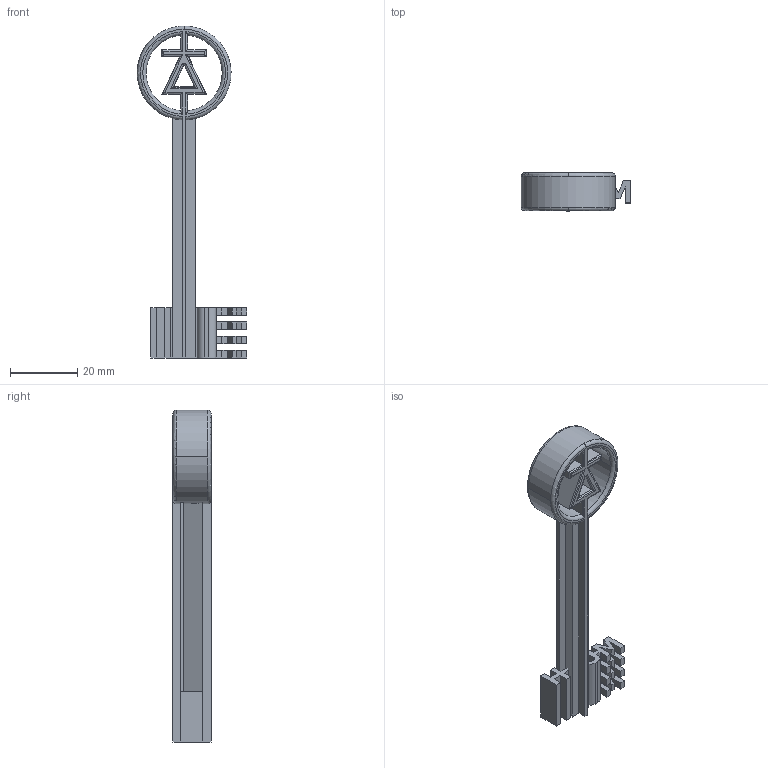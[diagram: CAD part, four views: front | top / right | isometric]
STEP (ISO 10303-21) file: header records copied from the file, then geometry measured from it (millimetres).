
FILE_DESCRIPTION(('STEP AP214'),'1');
FILE_NAME('ClefBenardeHAUM.stp','2016-09-29T17:57:24',(' '),(' '),'Spatial InterOp 3D',' ',' ');
FILE_SCHEMA(('automotive_design'));
Length unit declared in the file: metre
Products named in the file (1): 1
Bounding box: 32.7 x 11.33 x 99 mm (x, y, z)
Volume: 6919 mm3; surface area: 9047.7 mm2
Topology: 1 solids, 1 shells, 227 faces, 604 edges, 382 vertices
Faces by surface type: plane 136, cylinder 83, torus 8
Entity records: 8933 total; most frequent: CARTESIAN_POINT 1420, ORIENTED_EDGE 1208, DIRECTION 1140, EDGE_CURVE 604, LINE 468, VECTOR 468, VERTEX_POINT 382, AXIS2_PLACEMENT_3D 336
